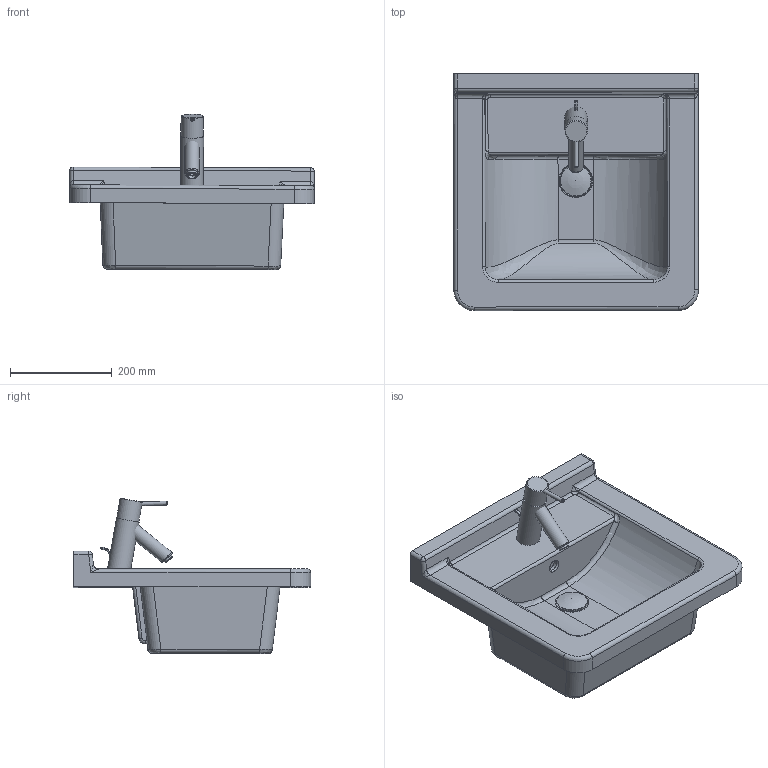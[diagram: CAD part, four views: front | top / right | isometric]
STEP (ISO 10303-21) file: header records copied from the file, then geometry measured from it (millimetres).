
FILE_DESCRIPTION((''),'2;1');
FILE_NAME('030348.stp','2011-10-21T14:09:02',('Administrator'),(''),'Autodesk Inventor 2011','Autodesk Inventor 2011','');
FILE_SCHEMA(('AUTOMOTIVE_DESIGN { 1 0 10303 214 1 1 1 1 }'));
Length unit declared in the file: millimetre
Products named in the file (10): 030348; Kelch; Stopfen; Baterie_Starck3; hebel1_STARCK3; Griff_2Starck3; Hebel3kurz; Halterstarck3; Neoperl_Starck3
Assembly tree (9 placements, depth 3):
  030348
    030348
    Kelch
    Stopfen
    Baterie_Starck3
      hebel1_STARCK3
      Griff_2Starck3
      Hebel3kurz
      Halterstarck3
      Neoperl_Starck3
Bounding box: 480.56 x 465.5 x 304.98 mm (x, y, z)
Volume: 12145851.3 mm3; surface area: 847204.9 mm2
Topology: 8 solids, 8 shells, 234 faces, 549 edges, 322 vertices
Faces by surface type: cylinder 91, plane 70, bspline 37, torus 24, sphere 8, cone 4
Full cylindrical faces by diameter (mm): 8 x1, 9.368 x1, 16 x1, 20 x2, 28 x1, 35 x1, 42 x1, 44 x2, 45 x1, 52 x1, 60 x1, 75 x1
Entity records: 8680 total; most frequent: CARTESIAN_POINT 3341, DIRECTION 1086, ORIENTED_EDGE 1012, EDGE_CURVE 506, AXIS2_PLACEMENT_3D 432, VERTEX_POINT 317, EDGE_LOOP 275, FACE_OUTER_BOUND 234
